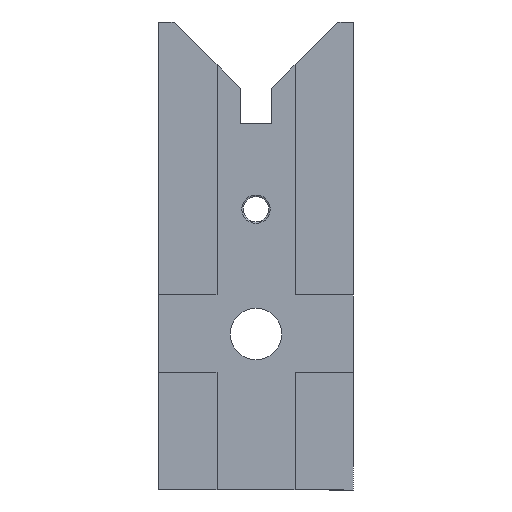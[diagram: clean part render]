
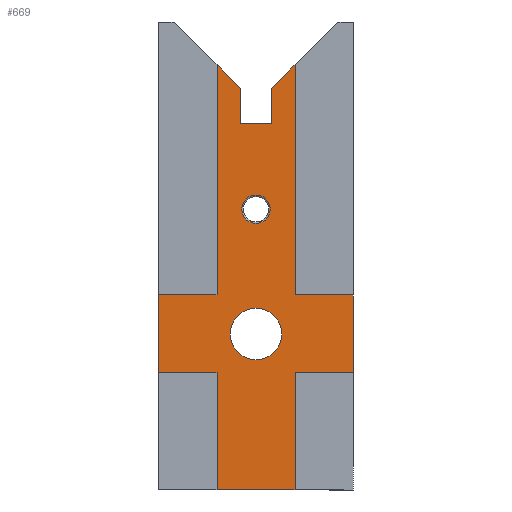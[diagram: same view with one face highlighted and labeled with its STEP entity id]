
A CAD part, front view. The second image highlights one B-rep face of the part: STEP entity #669.
In plain terms, the highlighted planar face has unit normal (0, -1, 0).
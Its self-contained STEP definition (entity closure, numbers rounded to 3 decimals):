
#621=EDGE_CURVE('',#637,#1437,#1779,.T.);
#625=VERTEX_POINT('',#1784);
#637=VERTEX_POINT('',#1797);
#669=ADVANCED_FACE('',(#1834,#1835,#1836),#1837,.F.);
#715=EDGE_CURVE('',#1173,#1067,#1888,.T.);
#739=EDGE_CURVE('',#1155,#1559,#1913,.T.);
#803=VERTEX_POINT('',#1984);
#841=VERTEX_POINT('',#2024);
#865=EDGE_CURVE('',#1185,#1437,#2048,.T.);
#879=EDGE_CURVE('',#625,#1073,#2064,.T.);
#889=EDGE_CURVE('',#625,#637,#2076,.T.);
#895=EDGE_CURVE('',#1619,#803,#2082,.T.);
#901=EDGE_CURVE('',#1597,#1059,#2089,.T.);
#907=EDGE_CURVE('',#1575,#1647,#2095,.T.);
#925=EDGE_CURVE('',#1539,#1597,#2115,.T.);
#981=EDGE_CURVE('',#1087,#1647,#2178,.T.);
#1023=EDGE_CURVE('',#1059,#1155,#2227,.T.);
#1059=VERTEX_POINT('',#2268);
#1067=VERTEX_POINT('',#2276);
#1071=EDGE_CURVE('',#841,#1243,#2280,.T.);
#1073=VERTEX_POINT('',#2282);
#1087=VERTEX_POINT('',#2298);
#1117=EDGE_CURVE('',#1619,#1539,#2334,.T.);
#1135=EDGE_CURVE('',#1087,#1185,#2354,.T.);
#1155=VERTEX_POINT('',#2376);
#1173=VERTEX_POINT('',#2395);
#1185=VERTEX_POINT('',#2407);
#1193=EDGE_CURVE('',#1243,#841,#2415,.T.);
#1243=VERTEX_POINT('',#2470);
#1277=VERTEX_POINT('',#2506);
#1437=VERTEX_POINT('',#2691);
#1445=EDGE_CURVE('',#1277,#1575,#2700,.T.);
#1509=EDGE_CURVE('',#1067,#1173,#2770,.T.);
#1539=VERTEX_POINT('',#2804);
#1559=VERTEX_POINT('',#2827);
#1575=VERTEX_POINT('',#2845);
#1597=VERTEX_POINT('',#2871);
#1619=VERTEX_POINT('',#2896);
#1647=VERTEX_POINT('',#2925);
#1679=EDGE_CURVE('',#1559,#1277,#2960,.T.);
#1719=EDGE_CURVE('',#1073,#803,#3003,.T.);
#1779=LINE('',#3061,#3062);
#1784=CARTESIAN_POINT('',(5.0,2.6,0.));
#1797=CARTESIAN_POINT('',(5.0,2.6,15.0));
#1834=FACE_BOUND('',#3132,.T.);
#1835=FACE_OUTER_BOUND('',#3133,.T.);
#1836=FACE_BOUND('',#3134,.T.);
#1837=PLANE('',#3135);
#1888=CIRCLE('',#3202,3.3);
#1913=LINE('',#3237,#3238);
#1984=CARTESIAN_POINT('',(-5.0,2.6,15.0));
#2024=CARTESIAN_POINT('',(-1.816,2.6,36.0));
#2048=LINE('',#3428,#3429);
#2064=LINE('',#3452,#3453);
#2076=LINE('',#3467,#3468);
#2082=LINE('',#3476,#3477);
#2089=LINE('',#3487,#3488);
#2095=LINE('',#3497,#3498);
#2115=LINE('',#3525,#3526);
#2178=LINE('',#3606,#3607);
#2227=LINE('',#3664,#3665);
#2268=CARTESIAN_POINT('',(-5.0,2.6,54.498));
#2276=CARTESIAN_POINT('',(-3.3,2.6,20.0));
#2280=CIRCLE('',#3739,1.816);
#2282=CARTESIAN_POINT('',(-5.0,2.6,0.));
#2298=CARTESIAN_POINT('',(5.0,2.6,25.0));
#2334=LINE('',#3803,#3804);
#2354=LINE('',#3829,#3830);
#2376=CARTESIAN_POINT('',(-2.,2.6,51.498));
#2395=CARTESIAN_POINT('',(3.3,2.6,20.0));
#2407=CARTESIAN_POINT('',(12.5,2.6,25.0));
#2415=CIRCLE('',#3907,1.816);
#2470=CARTESIAN_POINT('',(1.816,2.6,36.0));
#2506=CARTESIAN_POINT('',(2.,2.6,47.0));
#2691=CARTESIAN_POINT('',(12.5,2.6,15.0));
#2700=LINE('',#4286,#4287);
#2770=CIRCLE('',#4382,3.3);
#2804=CARTESIAN_POINT('',(-12.5,2.6,25.0));
#2827=CARTESIAN_POINT('',(-2.,2.6,47.0));
#2845=CARTESIAN_POINT('',(2.,2.6,51.498));
#2871=CARTESIAN_POINT('',(-5.0,2.6,25.0));
#2896=CARTESIAN_POINT('',(-12.5,2.6,15.0));
#2925=CARTESIAN_POINT('',(5.0,2.6,54.498));
#2960=LINE('',#4635,#4636);
#3003=LINE('',#4689,#4690);
#3061=CARTESIAN_POINT('',(-20.,2.6,15.0));
#3062=VECTOR('',#4765,1.0);
#3132=EDGE_LOOP('',(#4848,#4849));
#3133=EDGE_LOOP('',(#4850,#4851,#4852,#4853,#4854,#4855,#4856,#4857,#4858,#4859,#4860,#4861,#4862,#4863,#4864,#4865));
#3134=EDGE_LOOP('',(#4866,#4867));
#3135=AXIS2_PLACEMENT_3D('',#4868,#4869,#4870);
#3202=AXIS2_PLACEMENT_3D('',#4936,#4937,#4938);
#3237=CARTESIAN_POINT('',(-2.,2.6,36.0));
#3238=VECTOR('',#4959,1.0);
#3428=CARTESIAN_POINT('',(12.5,2.6,12.5));
#3429=VECTOR('',#5114,1.0);
#3452=CARTESIAN_POINT('',(-16.25,2.6,0.0));
#3453=VECTOR('',#5134,1.0);
#3467=CARTESIAN_POINT('',(5.0,2.6,0.));
#3468=VECTOR('',#5154,1.0);
#3476=CARTESIAN_POINT('',(-20.,2.6,15.0));
#3477=VECTOR('',#5158,1.0);
#3487=CARTESIAN_POINT('',(-5.0,2.6,0.));
#3488=VECTOR('',#5168,1.0);
#3497=CARTESIAN_POINT('',(-5.873,2.6,43.624));
#3498=VECTOR('',#5175,1.0);
#3525=CARTESIAN_POINT('',(-20.,2.6,25.0));
#3526=VECTOR('',#5200,1.0);
#3606=CARTESIAN_POINT('',(5.0,2.6,0.));
#3607=VECTOR('',#5280,1.0);
#3664=CARTESIAN_POINT('',(0.124,2.6,49.373));
#3665=VECTOR('',#5353,1.0);
#3739=AXIS2_PLACEMENT_3D('',#5424,#5425,#5426);
#3803=CARTESIAN_POINT('',(-12.5,2.6,42.5));
#3804=VECTOR('',#5508,1.0);
#3829=CARTESIAN_POINT('',(-20.,2.6,25.0));
#3830=VECTOR('',#5532,1.0);
#3907=AXIS2_PLACEMENT_3D('',#5583,#5584,#5585);
#4286=CARTESIAN_POINT('',(2.,2.6,38.249));
#4287=VECTOR('',#5988,1.0);
#4382=AXIS2_PLACEMENT_3D('',#6069,#6070,#6071);
#4635=CARTESIAN_POINT('',(-9.,2.6,47.0));
#4636=VECTOR('',#6320,1.0);
#4689=CARTESIAN_POINT('',(-5.0,2.6,0.));
#4690=VECTOR('',#6362,1.0);
#4765=DIRECTION('',(1.0,0.0,0.0));
#4848=ORIENTED_EDGE('',*,*,#1193,.T.);
#4849=ORIENTED_EDGE('',*,*,#1071,.T.);
#4850=ORIENTED_EDGE('',*,*,#907,.F.);
#4851=ORIENTED_EDGE('',*,*,#1445,.F.);
#4852=ORIENTED_EDGE('',*,*,#1679,.F.);
#4853=ORIENTED_EDGE('',*,*,#739,.F.);
#4854=ORIENTED_EDGE('',*,*,#1023,.F.);
#4855=ORIENTED_EDGE('',*,*,#901,.F.);
#4856=ORIENTED_EDGE('',*,*,#925,.F.);
#4857=ORIENTED_EDGE('',*,*,#1117,.F.);
#4858=ORIENTED_EDGE('',*,*,#895,.T.);
#4859=ORIENTED_EDGE('',*,*,#1719,.F.);
#4860=ORIENTED_EDGE('',*,*,#879,.F.);
#4861=ORIENTED_EDGE('',*,*,#889,.T.);
#4862=ORIENTED_EDGE('',*,*,#621,.T.);
#4863=ORIENTED_EDGE('',*,*,#865,.F.);
#4864=ORIENTED_EDGE('',*,*,#1135,.F.);
#4865=ORIENTED_EDGE('',*,*,#981,.T.);
#4866=ORIENTED_EDGE('',*,*,#715,.F.);
#4867=ORIENTED_EDGE('',*,*,#1509,.F.);
#4868=CARTESIAN_POINT('',(-20.,2.6,25.0));
#4869=DIRECTION('',(0.0,1.0,0.0));
#4870=DIRECTION('',(-1.0,0.0,0.0));
#4936=CARTESIAN_POINT('',(0.,2.6,20.0));
#4937=DIRECTION('',(0.0,-1.0,0.0));
#4938=DIRECTION('',(-1.0,0.0,0.0));
#4959=DIRECTION('',(0.0,0.0,-1.0));
#5114=DIRECTION('',(0.0,0.0,-1.0));
#5134=DIRECTION('',(-1.0,0.0,0.));
#5154=DIRECTION('',(0.0,0.,1.0));
#5158=DIRECTION('',(1.0,0.0,0.0));
#5168=DIRECTION('',(0.0,0.,1.0));
#5175=DIRECTION('',(0.707,0.0,0.707));
#5200=DIRECTION('',(1.0,0.0,0.0));
#5280=DIRECTION('',(0.0,0.,1.0));
#5353=DIRECTION('',(0.707,0.0,-0.707));
#5424=CARTESIAN_POINT('',(0.,2.6,36.0));
#5425=DIRECTION('',(0.0,1.0,0.0));
#5426=DIRECTION('',(-1.0,0.0,0.));
#5508=DIRECTION('',(0.0,0.0,1.0));
#5532=DIRECTION('',(1.0,0.0,0.0));
#5583=CARTESIAN_POINT('',(0.,2.6,36.0));
#5584=DIRECTION('',(0.0,1.0,0.0));
#5585=DIRECTION('',(-1.0,0.0,0.));
#5988=DIRECTION('',(0.0,0.0,1.0));
#6069=CARTESIAN_POINT('',(0.,2.6,20.0));
#6070=DIRECTION('',(0.0,-1.0,0.0));
#6071=DIRECTION('',(-1.0,0.0,0.0));
#6320=DIRECTION('',(1.0,0.0,0.));
#6362=DIRECTION('',(0.0,0.,1.0));
